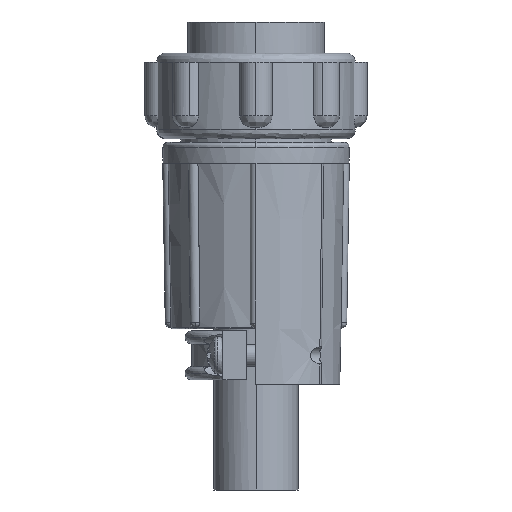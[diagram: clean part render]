
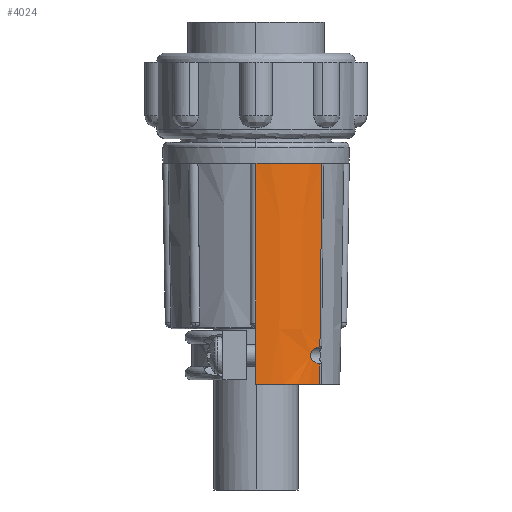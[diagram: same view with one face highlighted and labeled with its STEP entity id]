
A CAD part, left-side view. The second image highlights one B-rep face of the part: STEP entity #4024.
In plain terms, the highlighted conical face has half-angle 0.9 degrees and reference radius 12.529 mm.
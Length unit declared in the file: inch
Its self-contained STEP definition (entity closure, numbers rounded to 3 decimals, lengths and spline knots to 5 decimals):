
#577 = CARTESIAN_POINT ( 'NONE',  ( -0.3358, -0.3358, -1.917 ) ) ;
#689 = CARTESIAN_POINT ( 'NONE',  ( -0.495, 0., -0.637 ) ) ;
#697 = DIRECTION ( 'NONE',  ( 0.016, 0., -1. ) ) ;
#1517 = VERTEX_POINT ( 'NONE', #1892 ) ;
#1797 = DIRECTION ( 'NONE',  ( 0., 0., 1. ) ) ;
#1860 = DIRECTION ( 'NONE',  ( 1., 0., 0. ) ) ;
#1885 = CARTESIAN_POINT ( 'NONE',  ( 0., 0., -0.747 ) ) ;
#1892 = CARTESIAN_POINT ( 'NONE',  ( -0.3488, -0.3488, -0.747 ) ) ;
#1916 = EDGE_CURVE ( 'NONE', #6629, #6287, #9773, .T. ) ;
#1921 = DIRECTION ( 'NONE',  ( -0.011, -0.011, 1. ) ) ;
#1950 = CARTESIAN_POINT ( 'NONE',  ( -0.35002, -0.35002, -0.637 ) ) ;
#2034 = EDGE_CURVE ( 'NONE', #1517, #6287, #9219, .T. ) ;
#2081 = DIRECTION ( 'NONE',  ( -0.011, -0.011, 1. ) ) ;
#2206 = CARTESIAN_POINT ( 'NONE',  ( -0.33801, -0.33801, -1.7176 ) ) ;
#2209 = CARTESIAN_POINT ( 'NONE',  ( -0.34315, -0.33287, -1.71794 ) ) ;
#2223 = CARTESIAN_POINT ( 'NONE',  ( -0.34812, -0.32763, -1.71914 ) ) ;
#2234 = CARTESIAN_POINT ( 'NONE',  ( -0.35741, -0.31738, -1.72308 ) ) ;
#2241 = CARTESIAN_POINT ( 'NONE',  ( -0.36178, -0.31231, -1.72582 ) ) ;
#2246 = CARTESIAN_POINT ( 'NONE',  ( -0.36777, -0.30505, -1.73132 ) ) ;
#2260 = CARTESIAN_POINT ( 'NONE',  ( -0.36964, -0.30273, -1.73336 ) ) ;
#2270 = CARTESIAN_POINT ( 'NONE',  ( -0.37308, -0.29836, -1.73794 ) ) ;
#2274 = CARTESIAN_POINT ( 'NONE',  ( -0.37468, -0.29628, -1.74052 ) ) ;
#2283 = CARTESIAN_POINT ( 'NONE',  ( -0.3774, -0.29267, -1.74619 ) ) ;
#2288 = CARTESIAN_POINT ( 'NONE',  ( -0.37853, -0.29112, -1.7493 ) ) ;
#2298 = CARTESIAN_POINT ( 'NONE',  ( -0.3801, -0.28888, -1.75607 ) ) ;
#2313 = CARTESIAN_POINT ( 'NONE',  ( -0.38052, -0.28823, -1.7597 ) ) ;
#2320 = CARTESIAN_POINT ( 'NONE',  ( -0.38047, -0.28811, -1.76694 ) ) ;
#2322 = CARTESIAN_POINT ( 'NONE',  ( -0.38, -0.28864, -1.77056 ) ) ;
#2339 = CARTESIAN_POINT ( 'NONE',  ( -0.37832, -0.29066, -1.77733 ) ) ;
#2352 = CARTESIAN_POINT ( 'NONE',  ( -0.37713, -0.29214, -1.78048 ) ) ;
#2361 = CARTESIAN_POINT ( 'NONE',  ( -0.37286, -0.29738, -1.78903 ) ) ;
#2363 = CARTESIAN_POINT ( 'NONE',  ( -0.36914, -0.3019, -1.79356 ) ) ;
#2375 = DIRECTION ( 'NONE',  ( 1., 0., 0. ) ) ;
#2376 = CARTESIAN_POINT ( 'NONE',  ( -0.36101, -0.3114, -1.80072 ) ) ;
#2386 = DIRECTION ( 'NONE',  ( 0., 0., 1. ) ) ;
#2387 = CARTESIAN_POINT ( 'NONE',  ( 0., 0., -1.917 ) ) ;
#2388 = CARTESIAN_POINT ( 'NONE',  ( -0.35648, -0.31653, -1.80343 ) ) ;
#2399 = CARTESIAN_POINT ( 'NONE',  ( -0.34707, -0.32674, -1.80716 ) ) ;
#2591 = CARTESIAN_POINT ( 'NONE',  ( -0.33701, -0.33701, -1.80846 ) ) ;
#2722 = CARTESIAN_POINT ( 'NONE',  ( -0.34215, -0.33186, -1.80823 ) ) ;
#2732 = FACE_OUTER_BOUND ( 'NONE', #3906, .T. ) ;
#2815 = CIRCLE ( 'NONE', #4545, 0.47489 ) ;
#3143 = LINE ( 'NONE', #689, #5101 ) ;
#3230 = CARTESIAN_POINT ( 'NONE',  ( -0.47489, 0., -1.917 ) ) ;
#3323 = B_SPLINE_CURVE_WITH_KNOTS ( 'NONE', 3,
 ( #2591, #2722, #2399, #2388, #2376, #2363, #2361, #2352, #2339, #2322, #2320, #2313, #2298, #2288, #2283, #2274, #2270, #2260, #2246, #2241, #2234, #2223, #2209, #2206 ),
 .UNSPECIFIED., .F., .F.,
 ( 4, 2, 2, 2, 2, 2, 2, 2, 2, 2, 2, 4 ),
 ( 0., 0.00055, 0.00109, 0.00164, 0.00191, 0.00219, 0.00246, 0.00273, 0.00301, 0.00328, 0.00383, 0.00437 ),
 .UNSPECIFIED. ) ;
#3452 = EDGE_CURVE ( 'NONE', #7337, #5423, #6223, .T. ) ;
#3559 = ORIENTED_EDGE ( 'NONE', *, *, #5107, .T. ) ;
#3697 = VECTOR ( 'NONE', #1921, 39.37008 ) ;
#3875 = ORIENTED_EDGE ( 'NONE', *, *, #10003, .T. ) ;
#3906 = EDGE_LOOP ( 'NONE', ( #4576, #4855, #4013, #3875, #4166, #6827, #3559 ) ) ;
#4013 = ORIENTED_EDGE ( 'NONE', *, *, #4813, .T. ) ;
#4024 = ADVANCED_FACE ( 'NONE', ( #2732 ), #5368, .T. ) ;
#4166 = ORIENTED_EDGE ( 'NONE', *, *, #2034, .T. ) ;
#4260 = DIRECTION ( 'NONE',  ( 1., 0., 0. ) ) ;
#4337 = DIRECTION ( 'NONE',  ( 0., 0., -1. ) ) ;
#4368 = CARTESIAN_POINT ( 'NONE',  ( 0., 0., -0.747 ) ) ;
#4426 = CARTESIAN_POINT ( 'NONE',  ( -0.47999, 0., -1.59247 ) ) ;
#4545 = AXIS2_PLACEMENT_3D ( 'NONE', #2387, #2386, #2375 ) ;
#4576 = ORIENTED_EDGE ( 'NONE', *, *, #9837, .T. ) ;
#4728 = VERTEX_POINT ( 'NONE', #3230 ) ;
#4813 = EDGE_CURVE ( 'NONE', #5423, #6085, #3323, .T. ) ;
#4855 = ORIENTED_EDGE ( 'NONE', *, *, #3452, .T. ) ;
#5101 = VECTOR ( 'NONE', #697, 39.37008 ) ;
#5107 = EDGE_CURVE ( 'NONE', #6629, #4728, #3143, .T. ) ;
#5368 = CONICAL_SURFACE ( 'NONE', #6059, 0.49327, 0.016 ) ;
#5423 = VERTEX_POINT ( 'NONE', #9606 ) ;
#5778 = CARTESIAN_POINT ( 'NONE',  ( -0.49327, 0., -0.747 ) ) ;
#5867 = VECTOR ( 'NONE', #6779, 39.37008 ) ;
#5943 = LINE ( 'NONE', #1950, #3697 ) ;
#6059 = AXIS2_PLACEMENT_3D ( 'NONE', #1885, #1797, #1860 ) ;
#6085 = VERTEX_POINT ( 'NONE', #6587 ) ;
#6223 = LINE ( 'NONE', #9049, #6341 ) ;
#6287 = VERTEX_POINT ( 'NONE', #5778 ) ;
#6341 = VECTOR ( 'NONE', #2081, 39.37008 ) ;
#6587 = CARTESIAN_POINT ( 'NONE',  ( -0.33801, -0.33801, -1.7176 ) ) ;
#6629 = VERTEX_POINT ( 'NONE', #4426 ) ;
#6750 = CARTESIAN_POINT ( 'NONE',  ( -0.03, 0., -30.23762 ) ) ;
#6779 = DIRECTION ( 'NONE',  ( -0.016, 0., 1. ) ) ;
#6827 = ORIENTED_EDGE ( 'NONE', *, *, #1916, .F. ) ;
#7337 = VERTEX_POINT ( 'NONE', #577 ) ;
#9011 = AXIS2_PLACEMENT_3D ( 'NONE', #4368, #4337, #4260 ) ;
#9049 = CARTESIAN_POINT ( 'NONE',  ( -0.35002, -0.35002, -0.637 ) ) ;
#9219 = CIRCLE ( 'NONE', #9011, 0.49327 ) ;
#9606 = CARTESIAN_POINT ( 'NONE',  ( -0.33701, -0.33701, -1.80846 ) ) ;
#9773 = LINE ( 'NONE', #6750, #5867 ) ;
#9837 = EDGE_CURVE ( 'NONE', #4728, #7337, #2815, .T. ) ;
#10003 = EDGE_CURVE ( 'NONE', #6085, #1517, #5943, .T. ) ;
